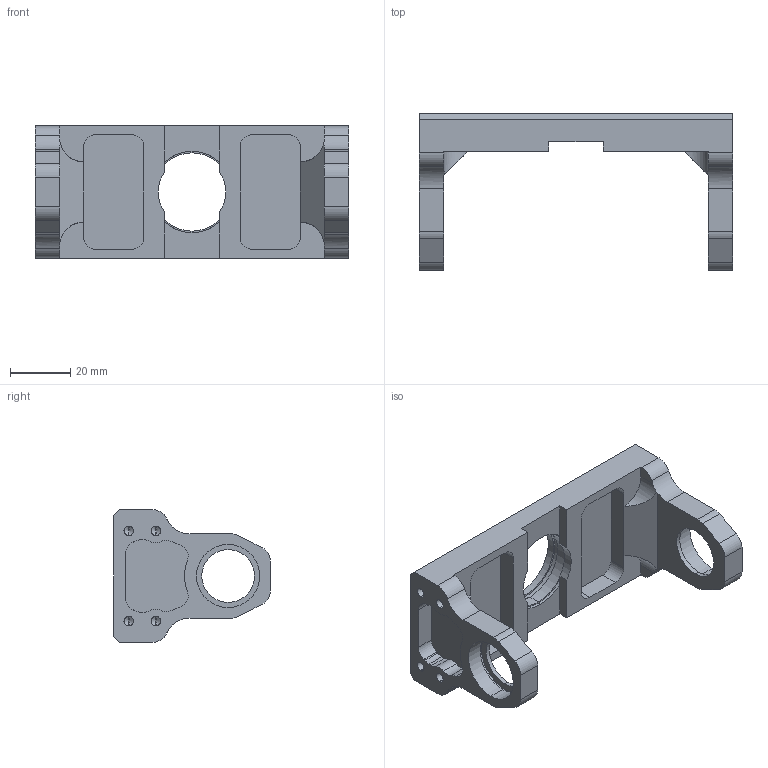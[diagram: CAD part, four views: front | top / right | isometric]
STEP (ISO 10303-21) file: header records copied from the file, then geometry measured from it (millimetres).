
FILE_DESCRIPTION (( 'STEP AP214' ), '1' );
FILE_NAME ('mnp_03.STEP', '2025-02-23T23:25:32', ( '' ), ( '' ), 'SwSTEP 2.0', 'SolidWorks 2024', '' );
FILE_SCHEMA (( 'AUTOMOTIVE_DESIGN' ));
Length unit declared in the file: millimetre
Products named in the file (1): mnp_03
Bounding box: 104 x 52 x 44 mm (x, y, z)
Volume: 48601.5 mm3; surface area: 21076.8 mm2
Topology: 1 solids, 1 shells, 195 faces, 515 edges, 322 vertices
Faces by surface type: cylinder 103, plane 60, cone 32
Entity records: 6018 total; most frequent: DIRECTION 1105, CARTESIAN_POINT 1069, ORIENTED_EDGE 998, EDGE_CURVE 499, AXIS2_PLACEMENT_3D 422, VERTEX_POINT 322, VECTOR 261, LINE 261
